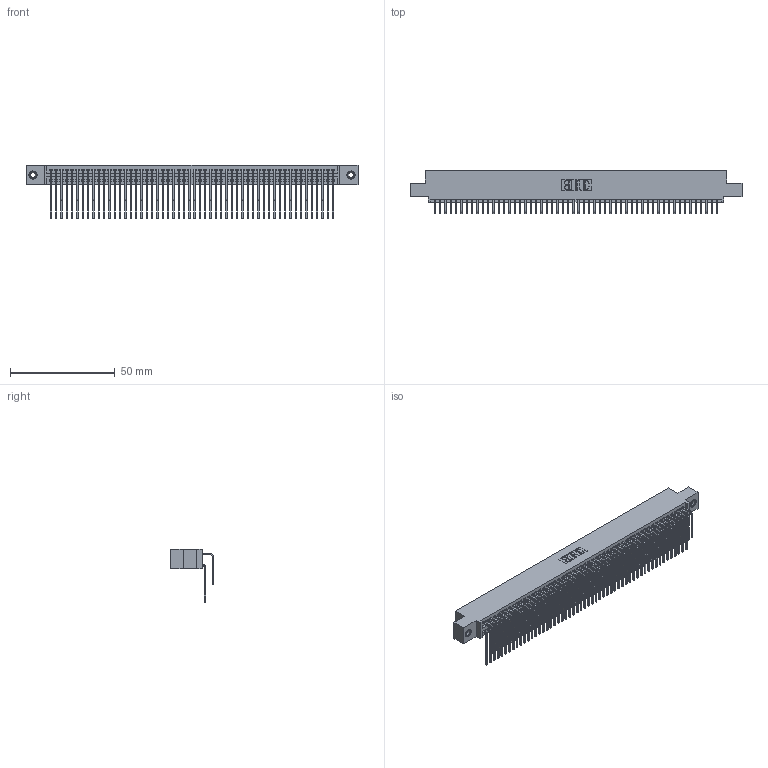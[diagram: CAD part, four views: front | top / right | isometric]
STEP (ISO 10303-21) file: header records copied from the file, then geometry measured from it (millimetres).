
FILE_DESCRIPTION (( 'STEP AP203' ), '1' );
FILE_NAME ('345-108-559-508.STEP', '2018-10-07T08:12:11', ( '' ), ( '' ), 'SwSTEP 2.0', 'SolidWorks 2016', '' );
FILE_SCHEMA (( 'CONFIG_CONTROL_DESIGN' ));
Length unit declared in the file: inch
Products named in the file (5): 345-108-559-508; 345 Part_0.110 Offset - 0.156 Dia-TI; 345-292-001_559 Tail - 2; 345-292-001_558 559 Tail - 1; 345-250-001_345-250-003-102
Assembly tree (111 placements, depth 2):
  345-108-559-508
    345 Part_0.110 Offset - 0.156 Dia-TI
    345-292-001_558 559 Tail - 1  x54
    345-292-001_559 Tail - 2  x54
    345-250-001_345-250-003-102  x2
Bounding box: 158.37 x 20.56 x 25.53 mm (x, y, z)
Volume: 16038.7 mm3; surface area: 26976.2 mm2
Topology: 111 solids, 111 shells, 5806 faces, 17229 edges, 11334 vertices
Faces by surface type: plane 3896, cylinder 1894, cone 12, torus 4
Entity records: 43724 total; most frequent: CARTESIAN_POINT 7346, ORIENTED_EDGE 7222, DIRECTION 6461, EDGE_CURVE 3611, LINE 3203, VECTOR 3203, VERTEX_POINT 2400, AXIS2_PLACEMENT_3D 1629
